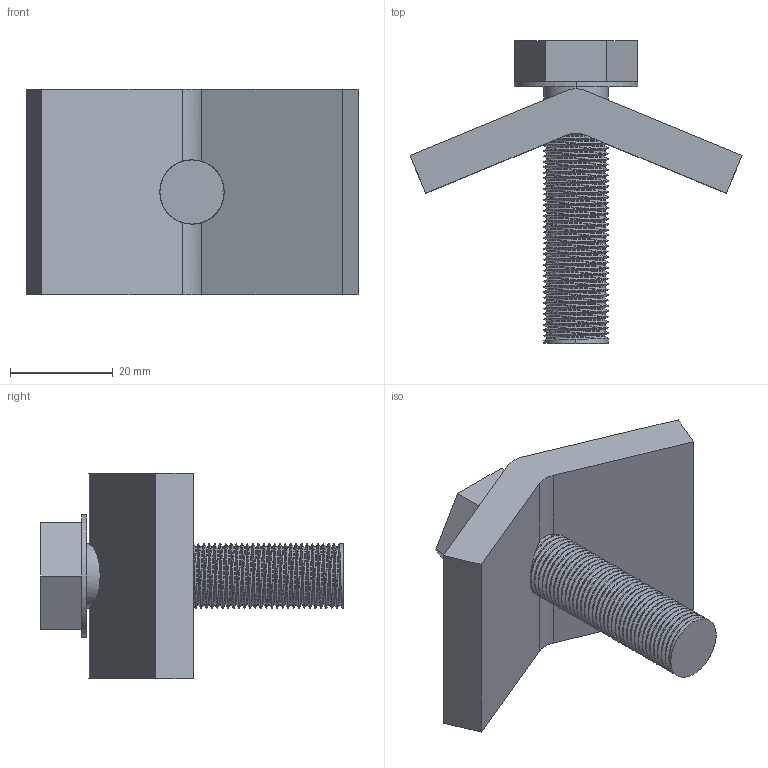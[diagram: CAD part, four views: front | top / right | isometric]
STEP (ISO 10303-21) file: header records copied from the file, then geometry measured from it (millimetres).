
FILE_DESCRIPTION (( 'STEP AP203' ), '1' );
FILE_NAME ('栺賾暡鴈隒蟬.STEP', '2022-12-08T13:11:14', ( '' ), ( '' ), 'SwSTEP 2.0', 'SolidWorks 2020', '' );
FILE_SCHEMA (( 'CONFIG_CONTROL_DESIGN' ));
Length unit declared in the file: millimetre
Products named in the file (1): 栺賾暡鴈隒蟬
Bounding box: 64.67 x 59 x 40 mm (x, y, z)
Volume: 29354.3 mm3; surface area: 11102.3 mm2
Topology: 2 solids, 2 shells, 123 faces, 341 edges, 218 vertices
Faces by surface type: cylinder 89, plane 26, bspline 8
Entity records: 23972 total; most frequent: CARTESIAN_POINT 21272, ORIENTED_EDGE 682, DIRECTION 393, EDGE_CURVE 341, VERTEX_POINT 218, AXIS2_PLACEMENT_3D 135, LINE 123, VECTOR 123
